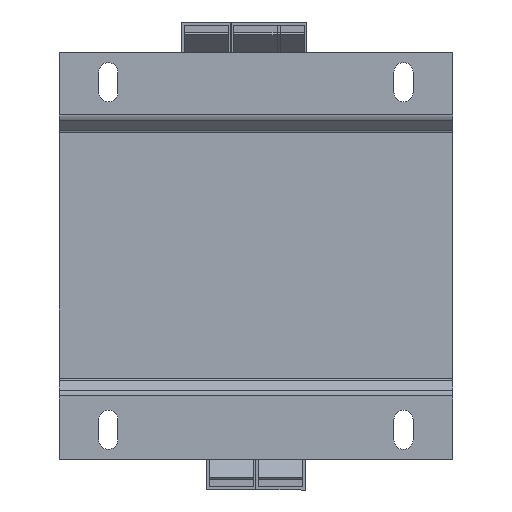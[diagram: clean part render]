
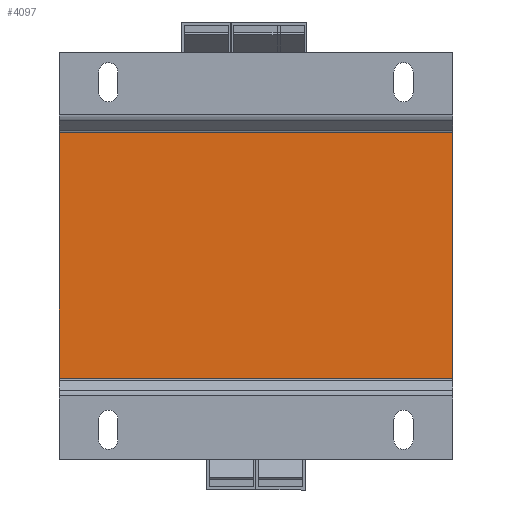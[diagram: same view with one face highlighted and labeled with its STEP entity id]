
A CAD part, front view. The second image highlights one B-rep face of the part: STEP entity #4097.
In plain terms, the highlighted planar face has unit normal (0, -1, 0).
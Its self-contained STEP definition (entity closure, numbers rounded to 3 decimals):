
#705 = CARTESIAN_POINT ( 'NONE',  ( -60., -51.5, -62. ) ) ;
#1188 = DIRECTION ( 'NONE',  ( 0., 1., 0. ) ) ;
#1461 = ORIENTED_EDGE ( 'NONE', *, *, #4781, .F. ) ;
#3270 = DIRECTION ( 'NONE',  ( 0., 0., 1. ) ) ;
#3412 = VERTEX_POINT ( 'NONE', #6264 ) ;
#3648 = ORIENTED_EDGE ( 'NONE', *, *, #5908, .F. ) ;
#3871 = VERTEX_POINT ( 'NONE', #11629 ) ;
#4062 = LINE ( 'NONE', #8999, #7651 ) ;
#4097 = ADVANCED_FACE ( 'NONE', ( #7200 ), #7714, .F. ) ;
#4237 = VECTOR ( 'NONE', #5373, 1000. ) ;
#4781 = EDGE_CURVE ( 'NONE', #3412, #3871, #11771, .T. ) ;
#4907 = VECTOR ( 'NONE', #4991, 1000. ) ;
#4991 = DIRECTION ( 'NONE',  ( 0., 0., 1. ) ) ;
#5161 = EDGE_CURVE ( 'NONE', #3412, #11825, #9532, .T. ) ;
#5373 = DIRECTION ( 'NONE',  ( -1., 0., 0. ) ) ;
#5908 = EDGE_CURVE ( 'NONE', #3871, #10292, #4062, .T. ) ;
#6264 = CARTESIAN_POINT ( 'NONE',  ( 60., -51.5, 37.594 ) ) ;
#6735 = ORIENTED_EDGE ( 'NONE', *, *, #10596, .F. ) ;
#7188 = EDGE_LOOP ( 'NONE', ( #3648, #1461, #7241, #6735 ) ) ;
#7200 = FACE_OUTER_BOUND ( 'NONE', #7188, .T. ) ;
#7241 = ORIENTED_EDGE ( 'NONE', *, *, #5161, .T. ) ;
#7605 = AXIS2_PLACEMENT_3D ( 'NONE', #9812, #1188, #3270 ) ;
#7651 = VECTOR ( 'NONE', #12369, 1000. ) ;
#7714 = PLANE ( 'NONE',  #7605 ) ;
#8499 = LINE ( 'NONE', #705, #4907 ) ;
#8906 = CARTESIAN_POINT ( 'NONE',  ( -60., -51.5, -37.234 ) ) ;
#8999 = CARTESIAN_POINT ( 'NONE',  ( 0., -51.5, -37.234 ) ) ;
#9532 = LINE ( 'NONE', #12779, #4237 ) ;
#9712 = VECTOR ( 'NONE', #13188, 1000. ) ;
#9812 = CARTESIAN_POINT ( 'NONE',  ( 0., -51.5, 0. ) ) ;
#10292 = VERTEX_POINT ( 'NONE', #8906 ) ;
#10596 = EDGE_CURVE ( 'NONE', #10292, #11825, #8499, .T. ) ;
#11200 = CARTESIAN_POINT ( 'NONE',  ( -60., -51.5, 37.594 ) ) ;
#11629 = CARTESIAN_POINT ( 'NONE',  ( 60., -51.5, -37.234 ) ) ;
#11771 = LINE ( 'NONE', #13238, #9712 ) ;
#11825 = VERTEX_POINT ( 'NONE', #11200 ) ;
#12369 = DIRECTION ( 'NONE',  ( -1., 0., 0. ) ) ;
#12779 = CARTESIAN_POINT ( 'NONE',  ( 0., -51.5, 37.594 ) ) ;
#13188 = DIRECTION ( 'NONE',  ( 0., 0., -1. ) ) ;
#13238 = CARTESIAN_POINT ( 'NONE',  ( 60., -51.5, -62. ) ) ;
